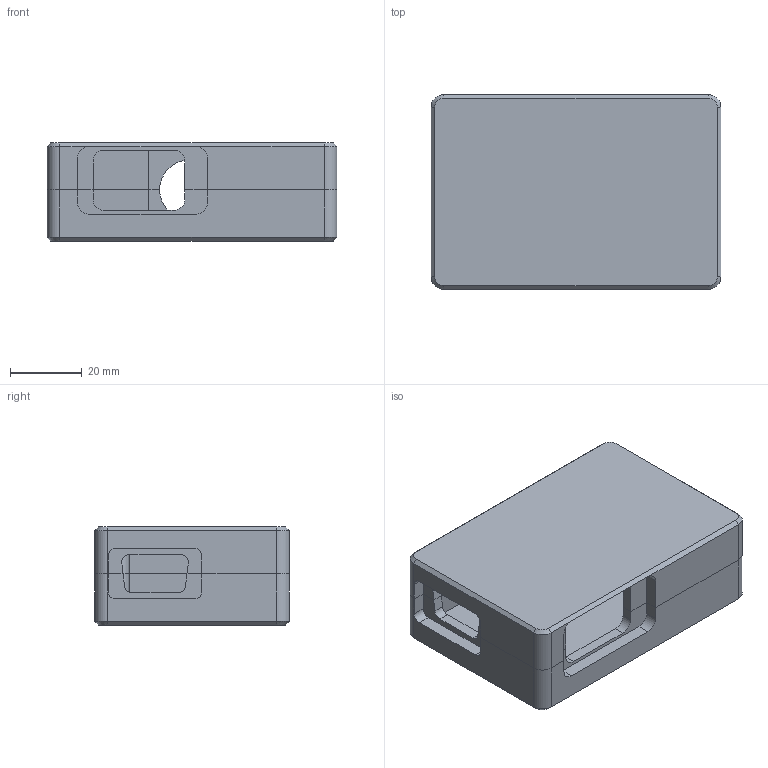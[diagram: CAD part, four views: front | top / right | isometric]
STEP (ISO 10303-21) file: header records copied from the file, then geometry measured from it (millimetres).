
FILE_DESCRIPTION(/* description */ (''),/* implementation_level */ '2;1');
FILE_NAME(/* name */ 'Triple Controller Adapter Micro USB v57.step',/* time_stamp */ '2021-10-25T16:40:56-05:00',/* author */ (''),/* organization */ (''),/* preprocessor_version */ 'ST-DEVELOPER v18.1',/* originating_system */ 'Autodesk Translation Framework v10.10.0.1391',/* authorisation */ '');
FILE_SCHEMA (('AUTOMOTIVE_DESIGN { 1 0 10303 214 3 1 1 }'));
Length unit declared in the file: millimetre
Products named in the file (3): Triple Controller Adapter Micro USB; Top; Bottom
Assembly tree (2 placements, depth 2):
  Triple Controller Adapter Micro USB
    Top
    Bottom
Bounding box: 80.55 x 54.05 x 27.25 mm (x, y, z)
Volume: 33523.4 mm3; surface area: 28919.1 mm2
Topology: 2 solids, 2 shells, 185 faces, 499 edges, 324 vertices
Faces by surface type: plane 123, cylinder 50, cone 12
Full cylindrical faces by diameter (mm): 2 x4, 3 x4, 4.5 x4
Entity records: 5864 total; most frequent: CARTESIAN_POINT 1013, ORIENTED_EDGE 998, DIRECTION 993, EDGE_CURVE 499, LINE 385, VECTOR 385, VERTEX_POINT 324, AXIS2_PLACEMENT_3D 304
